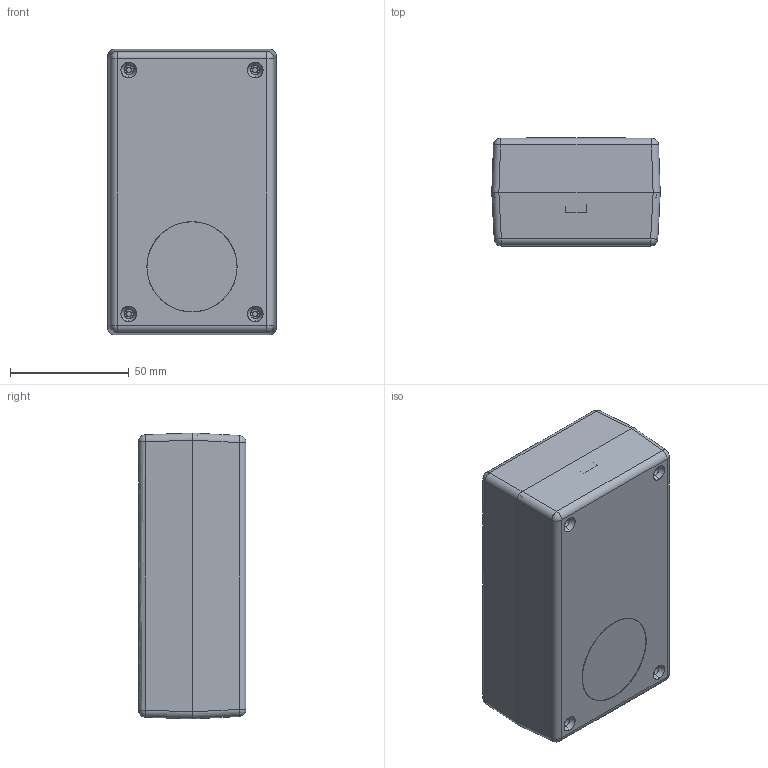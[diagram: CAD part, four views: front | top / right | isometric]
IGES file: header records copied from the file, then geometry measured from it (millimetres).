
Start section: SolidWorks IGES file using analytic representation for surfaces
Global section: file name: Z-31.IGS; native system: SolidWorks 2009; preprocessor: SolidWorks 2009; author: uki; date: 121024.192617; units: millimetre
Bounding box: 71 x 45.5 x 120.5 mm (x, y, z)
Surface area: 85604.3 mm2 (no closed solid volume)
Topology: 0 solids, 0 shells, 598 faces, 7154 edges, 7148 vertices
Faces by surface type: bspline 374, revolution 224
